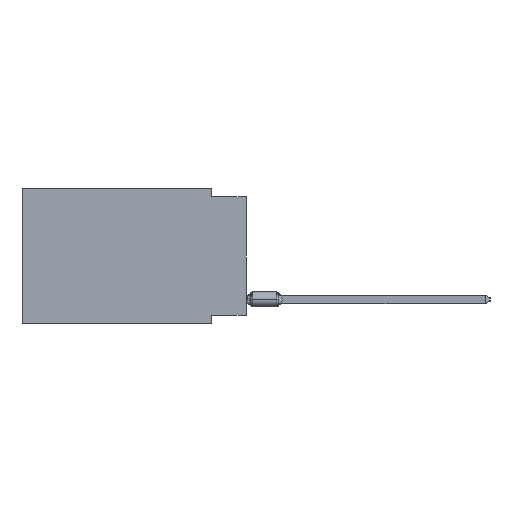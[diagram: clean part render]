
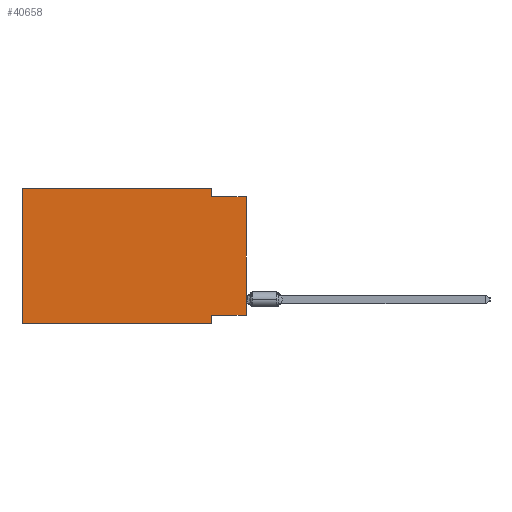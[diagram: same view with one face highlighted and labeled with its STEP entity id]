
A CAD part, left-side view. The second image highlights one B-rep face of the part: STEP entity #40658.
In plain terms, the highlighted planar face has unit normal (-1, 0, 0).
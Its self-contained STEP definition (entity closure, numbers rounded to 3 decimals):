
#501 = VERTEX_POINT ( 'NONE', #4092 ) ;
#1066 = DIRECTION ( 'NONE',  ( 0., 0., -1. ) ) ;
#1485 = VECTOR ( 'NONE', #17736, 1000. ) ;
#2213 = VECTOR ( 'NONE', #25853, 1000. ) ;
#2380 = EDGE_CURVE ( 'NONE', #11132, #16582, #18215, .T. ) ;
#2414 = EDGE_CURVE ( 'NONE', #37749, #501, #32301, .T. ) ;
#3898 = CARTESIAN_POINT ( 'NONE',  ( 0., 2.54, 0. ) ) ;
#4092 = CARTESIAN_POINT ( 'NONE',  ( 0., 0., -0.635 ) ) ;
#5129 = VECTOR ( 'NONE', #27830, 1000. ) ;
#5169 = ORIENTED_EDGE ( 'NONE', *, *, #37613, .T. ) ;
#5897 = ORIENTED_EDGE ( 'NONE', *, *, #30683, .F. ) ;
#6225 = LINE ( 'NONE', #41328, #5129 ) ;
#7758 = DIRECTION ( 'NONE',  ( 1., 0., 0. ) ) ;
#10794 = DIRECTION ( 'NONE',  ( 0., 0., -1. ) ) ;
#10822 = CARTESIAN_POINT ( 'NONE',  ( 0., 2.54, -0.635 ) ) ;
#11132 = VERTEX_POINT ( 'NONE', #38476 ) ;
#11443 = FACE_OUTER_BOUND ( 'NONE', #37822, .T. ) ;
#11511 = CARTESIAN_POINT ( 'NONE',  ( 0., 0., -0.635 ) ) ;
#12668 = DIRECTION ( 'NONE',  ( 0., 0., 1. ) ) ;
#13928 = VECTOR ( 'NONE', #12668, 1000. ) ;
#14270 = CARTESIAN_POINT ( 'NONE',  ( 0., 2.54, -9.906 ) ) ;
#15892 = LINE ( 'NONE', #44306, #13928 ) ;
#16582 = VERTEX_POINT ( 'NONE', #33681 ) ;
#17736 = DIRECTION ( 'NONE',  ( 0., 0., -1. ) ) ;
#18215 = LINE ( 'NONE', #18693, #29081 ) ;
#18638 = ORIENTED_EDGE ( 'NONE', *, *, #36227, .T. ) ;
#18693 = CARTESIAN_POINT ( 'NONE',  ( 0., 0., -9.271 ) ) ;
#20765 = ORIENTED_EDGE ( 'NONE', *, *, #2414, .F. ) ;
#23107 = VERTEX_POINT ( 'NONE', #29365 ) ;
#25445 = VERTEX_POINT ( 'NONE', #26233 ) ;
#25527 = PLANE ( 'NONE',  #39681 ) ;
#25853 = DIRECTION ( 'NONE',  ( 0., -1., 0. ) ) ;
#26233 = CARTESIAN_POINT ( 'NONE',  ( 0., 16.383, -9.906 ) ) ;
#26399 = CARTESIAN_POINT ( 'NONE',  ( 0., 16.383, 0. ) ) ;
#27662 = LINE ( 'NONE', #14270, #1485 ) ;
#27830 = DIRECTION ( 'NONE',  ( 0., 0., 1. ) ) ;
#28491 = ORIENTED_EDGE ( 'NONE', *, *, #2380, .F. ) ;
#29081 = VECTOR ( 'NONE', #32980, 1000. ) ;
#29365 = CARTESIAN_POINT ( 'NONE',  ( 0., 16.383, 0. ) ) ;
#29569 = CARTESIAN_POINT ( 'NONE',  ( 0., 2.54, 0. ) ) ;
#29732 = ORIENTED_EDGE ( 'NONE', *, *, #36460, .F. ) ;
#30558 = VECTOR ( 'NONE', #43849, 1000. ) ;
#30683 = EDGE_CURVE ( 'NONE', #23107, #44857, #43957, .T. ) ;
#31133 = LINE ( 'NONE', #3898, #43512 ) ;
#31866 = ORIENTED_EDGE ( 'NONE', *, *, #36420, .F. ) ;
#32079 = CARTESIAN_POINT ( 'NONE',  ( 0., 2.54, -9.906 ) ) ;
#32301 = LINE ( 'NONE', #11511, #30558 ) ;
#32980 = DIRECTION ( 'NONE',  ( 0., 1., 0. ) ) ;
#33597 = ORIENTED_EDGE ( 'NONE', *, *, #42055, .F. ) ;
#33681 = CARTESIAN_POINT ( 'NONE',  ( 0., 2.54, -9.271 ) ) ;
#34409 = VECTOR ( 'NONE', #40485, 1000. ) ;
#36227 = EDGE_CURVE ( 'NONE', #25445, #39002, #43411, .T. ) ;
#36420 = EDGE_CURVE ( 'NONE', #16582, #39002, #27662, .T. ) ;
#36460 = EDGE_CURVE ( 'NONE', #44857, #37749, #31133, .T. ) ;
#37613 = EDGE_CURVE ( 'NONE', #11132, #501, #6225, .T. ) ;
#37749 = VERTEX_POINT ( 'NONE', #10822 ) ;
#37822 = EDGE_LOOP ( 'NONE', ( #5169, #20765, #29732, #5897, #33597, #18638, #31866, #28491 ) ) ;
#38476 = CARTESIAN_POINT ( 'NONE',  ( 0., 0., -9.271 ) ) ;
#39002 = VERTEX_POINT ( 'NONE', #32079 ) ;
#39395 = CARTESIAN_POINT ( 'NONE',  ( 0., 16.383, 0. ) ) ;
#39481 = CARTESIAN_POINT ( 'NONE',  ( 0., 16.383, -9.906 ) ) ;
#39681 = AXIS2_PLACEMENT_3D ( 'NONE', #39395, #7758, #1066 ) ;
#40485 = DIRECTION ( 'NONE',  ( 0., -1., 0. ) ) ;
#40658 = ADVANCED_FACE ( 'NONE', ( #11443 ), #25527, .F. ) ;
#41328 = CARTESIAN_POINT ( 'NONE',  ( 0., 0., 0. ) ) ;
#42055 = EDGE_CURVE ( 'NONE', #25445, #23107, #15892, .T. ) ;
#43411 = LINE ( 'NONE', #39481, #2213 ) ;
#43512 = VECTOR ( 'NONE', #10794, 1000. ) ;
#43849 = DIRECTION ( 'NONE',  ( 0., -1., 0. ) ) ;
#43957 = LINE ( 'NONE', #26399, #34409 ) ;
#44306 = CARTESIAN_POINT ( 'NONE',  ( 0., 16.383, 0. ) ) ;
#44857 = VERTEX_POINT ( 'NONE', #29569 ) ;
